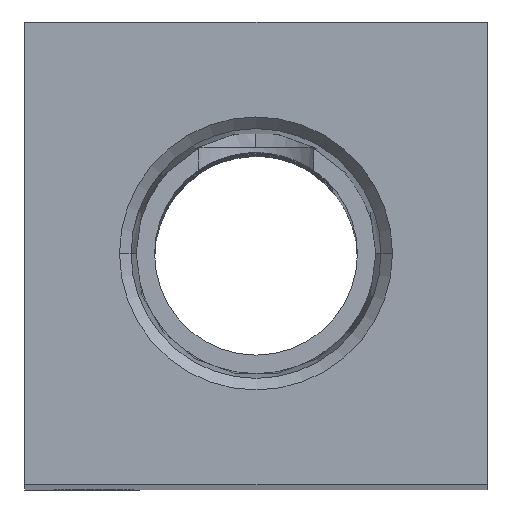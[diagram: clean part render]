
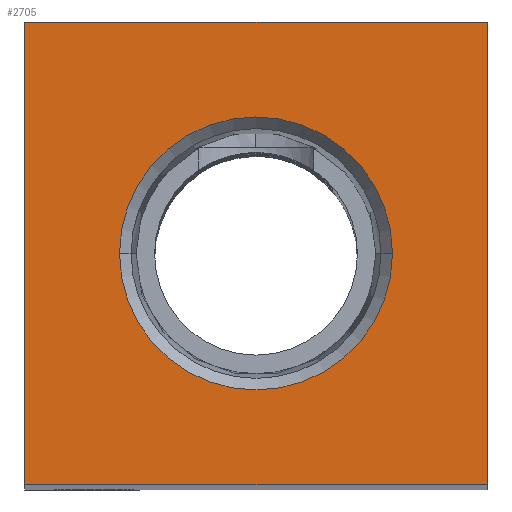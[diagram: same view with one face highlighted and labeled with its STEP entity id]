
A CAD part, top view. The second image highlights one B-rep face of the part: STEP entity #2705.
In plain terms, the highlighted planar face has unit normal (0, 0, 1).
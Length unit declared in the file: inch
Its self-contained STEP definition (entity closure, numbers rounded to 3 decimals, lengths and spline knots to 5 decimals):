
#37 = CARTESIAN_POINT ( 'NONE',  ( 0.5, -0.5, 3.125 ) ) ;
#124 = ORIENTED_EDGE ( 'NONE', *, *, #917, .T. ) ;
#140 = DIRECTION ( 'NONE',  ( -1., 0., 0. ) ) ;
#145 = ORIENTED_EDGE ( 'NONE', *, *, #284, .T. ) ;
#153 = CARTESIAN_POINT ( 'NONE',  ( 0.5, 0.5, 3.125 ) ) ;
#284 = EDGE_CURVE ( 'NONE', #651, #2495, #1943, .T. ) ;
#305 = VERTEX_POINT ( 'NONE', #956 ) ;
#326 = DIRECTION ( 'NONE',  ( 1., 0., 0. ) ) ;
#336 = CARTESIAN_POINT ( 'NONE',  ( 0.5, -0.5, 3.125 ) ) ;
#343 = DIRECTION ( 'NONE',  ( 0., 0., 1. ) ) ;
#349 = FACE_OUTER_BOUND ( 'NONE', #2111, .T. ) ;
#350 = AXIS2_PLACEMENT_3D ( 'NONE', #2030, #343, #2283 ) ;
#395 = VERTEX_POINT ( 'NONE', #808 ) ;
#540 = LINE ( 'NONE', #1395, #3049 ) ;
#651 = VERTEX_POINT ( 'NONE', #37 ) ;
#738 = ORIENTED_EDGE ( 'NONE', *, *, #2350, .T. ) ;
#765 = ORIENTED_EDGE ( 'NONE', *, *, #3061, .F. ) ;
#808 = CARTESIAN_POINT ( 'NONE',  ( -0.5, 0.5, 3.125 ) ) ;
#917 = EDGE_CURVE ( 'NONE', #395, #1897, #540, .T. ) ;
#956 = CARTESIAN_POINT ( 'NONE',  ( -0.29487, 0., 3.125 ) ) ;
#988 = DIRECTION ( 'NONE',  ( 0., 1., 0. ) ) ;
#997 = CARTESIAN_POINT ( 'NONE',  ( 0.5, -0.5, 3.125 ) ) ;
#1053 = EDGE_LOOP ( 'NONE', ( #2455, #765 ) ) ;
#1235 = VECTOR ( 'NONE', #140, 39.37008 ) ;
#1372 = AXIS2_PLACEMENT_3D ( 'NONE', #3176, #3416, #2718 ) ;
#1395 = CARTESIAN_POINT ( 'NONE',  ( -0.5, -0.5, 3.125 ) ) ;
#1463 = ORIENTED_EDGE ( 'NONE', *, *, #2340, .T. ) ;
#1511 = VECTOR ( 'NONE', #988, 39.37008 ) ;
#1892 = VERTEX_POINT ( 'NONE', #2352 ) ;
#1897 = VERTEX_POINT ( 'NONE', #2822 ) ;
#1943 = LINE ( 'NONE', #997, #1511 ) ;
#1980 = LINE ( 'NONE', #336, #3212 ) ;
#2030 = CARTESIAN_POINT ( 'NONE',  ( 0., 0., 3.125 ) ) ;
#2111 = EDGE_LOOP ( 'NONE', ( #124, #738, #145, #1463 ) ) ;
#2142 = LINE ( 'NONE', #153, #1235 ) ;
#2283 = DIRECTION ( 'NONE',  ( 1., 0., 0. ) ) ;
#2340 = EDGE_CURVE ( 'NONE', #2495, #395, #2142, .T. ) ;
#2350 = EDGE_CURVE ( 'NONE', #1897, #651, #1980, .T. ) ;
#2352 = CARTESIAN_POINT ( 'NONE',  ( 0.29487, 0., 3.125 ) ) ;
#2455 = ORIENTED_EDGE ( 'NONE', *, *, #2920, .F. ) ;
#2495 = VERTEX_POINT ( 'NONE', #2833 ) ;
#2705 = ADVANCED_FACE ( 'NONE', ( #3104, #349 ), #3307, .T. ) ;
#2718 = DIRECTION ( 'NONE',  ( 1., 0., 0. ) ) ;
#2763 = DIRECTION ( 'NONE',  ( 0., -1., 0. ) ) ;
#2822 = CARTESIAN_POINT ( 'NONE',  ( -0.5, -0.5, 3.125 ) ) ;
#2833 = CARTESIAN_POINT ( 'NONE',  ( 0.5, 0.5, 3.125 ) ) ;
#2920 = EDGE_CURVE ( 'NONE', #1892, #305, #3383, .T. ) ;
#3049 = VECTOR ( 'NONE', #2763, 39.37008 ) ;
#3061 = EDGE_CURVE ( 'NONE', #305, #1892, #3161, .T. ) ;
#3104 = FACE_BOUND ( 'NONE', #1053, .T. ) ;
#3161 = CIRCLE ( 'NONE', #350, 0.29487 ) ;
#3176 = CARTESIAN_POINT ( 'NONE',  ( 0., 0., 3.125 ) ) ;
#3212 = VECTOR ( 'NONE', #326, 39.37008 ) ;
#3230 = DIRECTION ( 'NONE',  ( 1., 0., 0. ) ) ;
#3241 = DIRECTION ( 'NONE',  ( 0., 0., 1. ) ) ;
#3298 = CARTESIAN_POINT ( 'NONE',  ( 0., 0., 3.125 ) ) ;
#3307 = PLANE ( 'NONE',  #3315 ) ;
#3315 = AXIS2_PLACEMENT_3D ( 'NONE', #3298, #3241, #3230 ) ;
#3383 = CIRCLE ( 'NONE', #1372, 0.29487 ) ;
#3416 = DIRECTION ( 'NONE',  ( 0., 0., 1. ) ) ;
